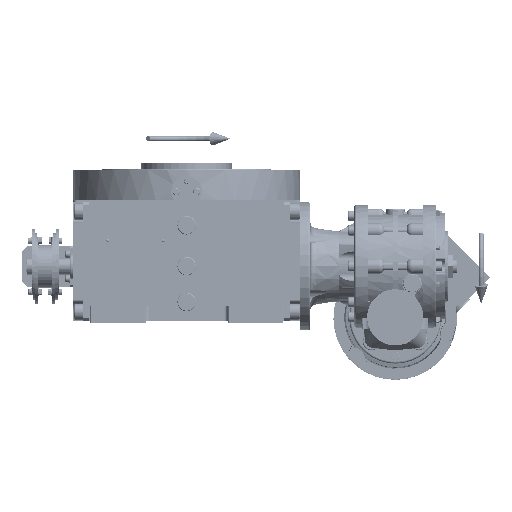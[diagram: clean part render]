
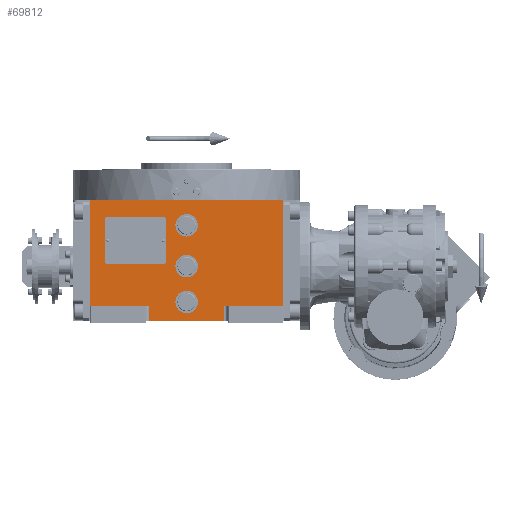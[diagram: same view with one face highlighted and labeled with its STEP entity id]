
A CAD part, top view. The second image highlights one B-rep face of the part: STEP entity #69812.
In plain terms, the highlighted planar face has unit normal (0, 0, 1).
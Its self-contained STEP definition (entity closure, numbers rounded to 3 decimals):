
#265 = CARTESIAN_POINT ( 'NONE',  ( -94.5, -38.5, 163.5 ) ) ;
#370 = VECTOR ( 'NONE', #156563, 1000. ) ;
#2460 = VECTOR ( 'NONE', #113622, 1000. ) ;
#3543 = ORIENTED_EDGE ( 'NONE', *, *, #93763, .F. ) ;
#4923 = CARTESIAN_POINT ( 'NONE',  ( 37., -38.5, 163.5 ) ) ;
#7462 = EDGE_CURVE ( 'NONE', #133264, #63120, #112750, .T. ) ;
#7760 = AXIS2_PLACEMENT_3D ( 'NONE', #139820, #111590, #72765 ) ;
#7799 = VERTEX_POINT ( 'NONE', #20915 ) ;
#7816 = VECTOR ( 'NONE', #161633, 1000. ) ;
#10127 = VERTEX_POINT ( 'NONE', #103948 ) ;
#11490 = VERTEX_POINT ( 'NONE', #135640 ) ;
#13165 = DIRECTION ( 'NONE',  ( 0., 0., 1. ) ) ;
#13174 = EDGE_CURVE ( 'NONE', #93965, #98035, #101029, .T. ) ;
#13676 = VERTEX_POINT ( 'NONE', #100590 ) ;
#14768 = EDGE_LOOP ( 'NONE', ( #118391, #146844, #77968, #130178, #134248, #33204, #25702, #140856 ) ) ;
#16624 = CARTESIAN_POINT ( 'NONE',  ( 0., -35., 163.5 ) ) ;
#20177 = VERTEX_POINT ( 'NONE', #46771 ) ;
#20915 = CARTESIAN_POINT ( 'NONE',  ( -94.5, -38.5, 163.5 ) ) ;
#21043 = ORIENTED_EDGE ( 'NONE', *, *, #13174, .F. ) ;
#21154 = CIRCLE ( 'NONE', #49325, 11. ) ;
#23726 = VERTEX_POINT ( 'NONE', #149186 ) ;
#25702 = ORIENTED_EDGE ( 'NONE', *, *, #120052, .T. ) ;
#28445 = AXIS2_PLACEMENT_3D ( 'NONE', #60364, #101824, #170552 ) ;
#28775 = EDGE_LOOP ( 'NONE', ( #21043, #138131 ) ) ;
#29343 = CARTESIAN_POINT ( 'NONE',  ( -94.5, -38.5, 163.5 ) ) ;
#31392 = LINE ( 'NONE', #4923, #148142 ) ;
#33146 = VECTOR ( 'NONE', #82218, 1000. ) ;
#33204 = ORIENTED_EDGE ( 'NONE', *, *, #67995, .F. ) ;
#38642 = FACE_BOUND ( 'NONE', #50898, .T. ) ;
#40073 = AXIS2_PLACEMENT_3D ( 'NONE', #170965, #91599, #141917 ) ;
#40547 = DIRECTION ( 'NONE',  ( 0., 1., 0. ) ) ;
#40670 = CARTESIAN_POINT ( 'NONE',  ( 11., 0., 163.5 ) ) ;
#43895 = CIRCLE ( 'NONE', #125438, 11. ) ;
#45157 = DIRECTION ( 'NONE',  ( 0., 0., 1. ) ) ;
#46771 = CARTESIAN_POINT ( 'NONE',  ( -94.5, 64.5, 163.5 ) ) ;
#49325 = AXIS2_PLACEMENT_3D ( 'NONE', #16624, #13165, #124163 ) ;
#49554 = VECTOR ( 'NONE', #106930, 1000. ) ;
#50039 = VERTEX_POINT ( 'NONE', #145387 ) ;
#50898 = EDGE_LOOP ( 'NONE', ( #117868, #115730 ) ) ;
#53153 = CARTESIAN_POINT ( 'NONE',  ( -37., -53.5, 163.5 ) ) ;
#57779 = EDGE_CURVE ( 'NONE', #107491, #13676, #73451, .T. ) ;
#58602 = AXIS2_PLACEMENT_3D ( 'NONE', #136880, #45157, #138632 ) ;
#59868 = CARTESIAN_POINT ( 'NONE',  ( 37., -38.5, 163.5 ) ) ;
#60364 = CARTESIAN_POINT ( 'NONE',  ( 0., 0., 163.5 ) ) ;
#61261 = DIRECTION ( 'NONE',  ( 1., 0., 0. ) ) ;
#62694 = LINE ( 'NONE', #77619, #116016 ) ;
#63120 = VERTEX_POINT ( 'NONE', #153345 ) ;
#63174 = VERTEX_POINT ( 'NONE', #173546 ) ;
#63549 = CARTESIAN_POINT ( 'NONE',  ( -11., 40., 163.5 ) ) ;
#66386 = CIRCLE ( 'NONE', #83390, 11. ) ;
#67995 = EDGE_CURVE ( 'NONE', #7799, #20177, #80453, .T. ) ;
#69571 = VERTEX_POINT ( 'NONE', #156002 ) ;
#69812 = ADVANCED_FACE ( 'NONE', ( #38642, #72437, #165122, #99826 ), #124513, .T. ) ;
#72437 = FACE_BOUND ( 'NONE', #137086, .T. ) ;
#72765 = DIRECTION ( 'NONE',  ( 1., 0., 0. ) ) ;
#73451 = CIRCLE ( 'NONE', #28445, 11. ) ;
#74748 = DIRECTION ( 'NONE',  ( -1., 0., 0. ) ) ;
#75453 = VECTOR ( 'NONE', #40547, 1000. ) ;
#76648 = CIRCLE ( 'NONE', #40073, 11. ) ;
#77619 = CARTESIAN_POINT ( 'NONE',  ( -94.5, 64.5, 163.5 ) ) ;
#77968 = ORIENTED_EDGE ( 'NONE', *, *, #140586, .T. ) ;
#80453 = LINE ( 'NONE', #265, #7816 ) ;
#80568 = DIRECTION ( 'NONE',  ( 0., 0., 1. ) ) ;
#81443 = DIRECTION ( 'NONE',  ( 1., 0., 0. ) ) ;
#82218 = DIRECTION ( 'NONE',  ( 1., 0., 0. ) ) ;
#83390 = AXIS2_PLACEMENT_3D ( 'NONE', #146740, #80568, #81443 ) ;
#83596 = CARTESIAN_POINT ( 'NONE',  ( 37., -38.5, 163.5 ) ) ;
#91599 = DIRECTION ( 'NONE',  ( 0., 0., 1. ) ) ;
#93763 = EDGE_CURVE ( 'NONE', #23726, #63174, #21154, .T. ) ;
#93965 = VERTEX_POINT ( 'NONE', #142633 ) ;
#98035 = VERTEX_POINT ( 'NONE', #63549 ) ;
#99826 = FACE_OUTER_BOUND ( 'NONE', #14768, .T. ) ;
#100590 = CARTESIAN_POINT ( 'NONE',  ( -11., 0., 163.5 ) ) ;
#101029 = CIRCLE ( 'NONE', #7760, 11. ) ;
#101824 = DIRECTION ( 'NONE',  ( 0., 0., 1. ) ) ;
#103948 = CARTESIAN_POINT ( 'NONE',  ( -37., -53.5, 163.5 ) ) ;
#106760 = EDGE_CURVE ( 'NONE', #63174, #23726, #66386, .T. ) ;
#106930 = DIRECTION ( 'NONE',  ( 1., 0., 0. ) ) ;
#107491 = VERTEX_POINT ( 'NONE', #40670 ) ;
#108673 = LINE ( 'NONE', #29343, #33146 ) ;
#111590 = DIRECTION ( 'NONE',  ( 0., 0., 1. ) ) ;
#112750 = LINE ( 'NONE', #59868, #2460 ) ;
#113622 = DIRECTION ( 'NONE',  ( 0., -1., 0. ) ) ;
#115076 = EDGE_CURVE ( 'NONE', #13676, #107491, #76648, .T. ) ;
#115730 = ORIENTED_EDGE ( 'NONE', *, *, #115076, .F. ) ;
#116016 = VECTOR ( 'NONE', #119066, 1000. ) ;
#117868 = ORIENTED_EDGE ( 'NONE', *, *, #57779, .F. ) ;
#118391 = ORIENTED_EDGE ( 'NONE', *, *, #137273, .T. ) ;
#118401 = LINE ( 'NONE', #53153, #49554 ) ;
#119066 = DIRECTION ( 'NONE',  ( 1., 0., 0. ) ) ;
#120052 = EDGE_CURVE ( 'NONE', #7799, #69571, #108673, .T. ) ;
#124163 = DIRECTION ( 'NONE',  ( -1., 0., 0. ) ) ;
#124513 = PLANE ( 'NONE',  #58602 ) ;
#125438 = AXIS2_PLACEMENT_3D ( 'NONE', #126800, #154137, #74748 ) ;
#126800 = CARTESIAN_POINT ( 'NONE',  ( 0., 40., 163.5 ) ) ;
#130152 = EDGE_CURVE ( 'NONE', #20177, #11490, #62694, .T. ) ;
#130178 = ORIENTED_EDGE ( 'NONE', *, *, #142772, .T. ) ;
#132664 = CARTESIAN_POINT ( 'NONE',  ( -37., -53.5, 163.5 ) ) ;
#133264 = VERTEX_POINT ( 'NONE', #83596 ) ;
#134248 = ORIENTED_EDGE ( 'NONE', *, *, #130152, .F. ) ;
#135576 = EDGE_CURVE ( 'NONE', #98035, #93965, #43895, .T. ) ;
#135640 = CARTESIAN_POINT ( 'NONE',  ( 94.5, 64.5, 163.5 ) ) ;
#136880 = CARTESIAN_POINT ( 'NONE',  ( -94.5, -53.5, 163.5 ) ) ;
#137086 = EDGE_LOOP ( 'NONE', ( #162957, #3543 ) ) ;
#137273 = EDGE_CURVE ( 'NONE', #10127, #63120, #118401, .T. ) ;
#138131 = ORIENTED_EDGE ( 'NONE', *, *, #135576, .F. ) ;
#138632 = DIRECTION ( 'NONE',  ( 1., 0., 0. ) ) ;
#139820 = CARTESIAN_POINT ( 'NONE',  ( 0., 40., 163.5 ) ) ;
#140586 = EDGE_CURVE ( 'NONE', #133264, #50039, #31392, .T. ) ;
#140856 = ORIENTED_EDGE ( 'NONE', *, *, #147845, .F. ) ;
#141917 = DIRECTION ( 'NONE',  ( -1., 0., 0. ) ) ;
#142633 = CARTESIAN_POINT ( 'NONE',  ( 11., 40., 163.5 ) ) ;
#142772 = EDGE_CURVE ( 'NONE', #50039, #11490, #148103, .T. ) ;
#145387 = CARTESIAN_POINT ( 'NONE',  ( 94.5, -38.5, 163.5 ) ) ;
#146740 = CARTESIAN_POINT ( 'NONE',  ( 0., -35., 163.5 ) ) ;
#146844 = ORIENTED_EDGE ( 'NONE', *, *, #7462, .F. ) ;
#147845 = EDGE_CURVE ( 'NONE', #10127, #69571, #171496, .T. ) ;
#148103 = LINE ( 'NONE', #163978, #75453 ) ;
#148142 = VECTOR ( 'NONE', #61261, 1000. ) ;
#149186 = CARTESIAN_POINT ( 'NONE',  ( -11., -35., 163.5 ) ) ;
#153345 = CARTESIAN_POINT ( 'NONE',  ( 37., -53.5, 163.5 ) ) ;
#154137 = DIRECTION ( 'NONE',  ( 0., 0., 1. ) ) ;
#156002 = CARTESIAN_POINT ( 'NONE',  ( -37., -38.5, 163.5 ) ) ;
#156563 = DIRECTION ( 'NONE',  ( 0., 1., 0. ) ) ;
#161633 = DIRECTION ( 'NONE',  ( 0., 1., 0. ) ) ;
#162957 = ORIENTED_EDGE ( 'NONE', *, *, #106760, .F. ) ;
#163978 = CARTESIAN_POINT ( 'NONE',  ( 94.5, -38.5, 163.5 ) ) ;
#165122 = FACE_BOUND ( 'NONE', #28775, .T. ) ;
#170552 = DIRECTION ( 'NONE',  ( 1., 0., 0. ) ) ;
#170965 = CARTESIAN_POINT ( 'NONE',  ( 0., 0., 163.5 ) ) ;
#171496 = LINE ( 'NONE', #132664, #370 ) ;
#173546 = CARTESIAN_POINT ( 'NONE',  ( 11., -35., 163.5 ) ) ;
